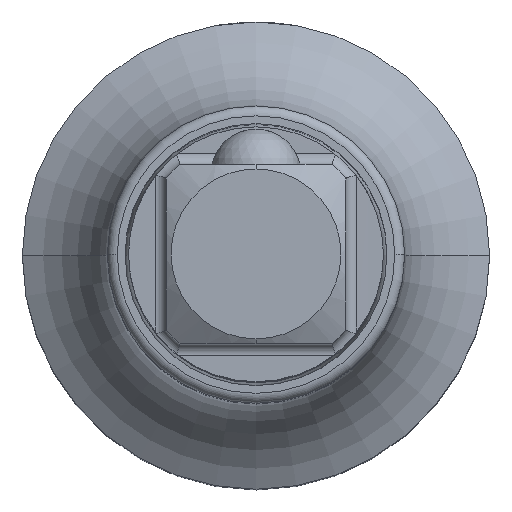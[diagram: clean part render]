
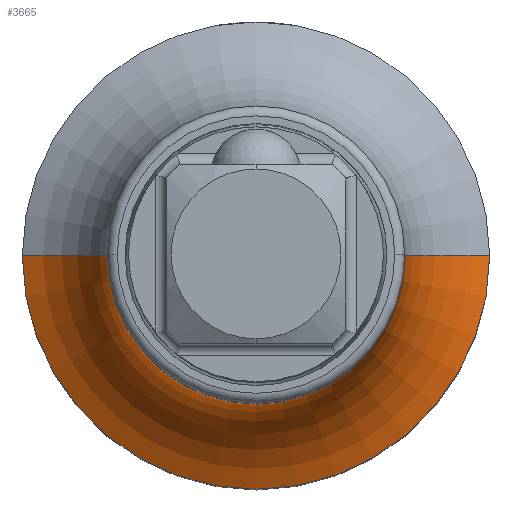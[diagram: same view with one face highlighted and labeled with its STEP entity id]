
A CAD part, top view. The second image highlights one B-rep face of the part: STEP entity #3665.
In plain terms, the highlighted toroidal (fillet/blend) face has major radius 20.5 mm and minor radius 10 mm.
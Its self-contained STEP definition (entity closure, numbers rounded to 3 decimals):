
#3231=CARTESIAN_POINT('',(0.,0.,30.7));
#3232=DIRECTION('',(0.,0.,1.));
#3233=DIRECTION('',(1.,0.,0.));
#3234=AXIS2_PLACEMENT_3D('',#3231,#3232,#3233);
#3239=CARTESIAN_POINT('',(20.5,0.,
39.865));
#3240=DIRECTION('',(0.,1.,0.));
#3241=DIRECTION('',(-0.4,0.,-0.917));
#3242=AXIS2_PLACEMENT_3D('',#3239,#3240,#3241);
#3247=CARTESIAN_POINT('',(-20.5,0.,
39.865));
#3248=DIRECTION('',(0.,-1.,0.));
#3249=DIRECTION('',(0.4,0.,-0.917));
#3250=AXIS2_PLACEMENT_3D('',#3247,#3248,#3249);
#3380=CARTESIAN_POINT('',(0.,0.,39.865));
#3381=DIRECTION('',(0.,0.,1.));
#3382=DIRECTION('',(1.,0.,0.));
#3383=AXIS2_PLACEMENT_3D('',#3380,#3381,#3382);
#3395=CARTESIAN_POINT('',(-16.5,0.,30.7));
#3396=CARTESIAN_POINT('',(16.5,0.,30.7));
#3397=VERTEX_POINT('',#3395);
#3398=VERTEX_POINT('',#3396);
#3399=CARTESIAN_POINT('',(-10.5,0.,39.865));
#3400=CARTESIAN_POINT('',(10.5,0.,39.865));
#3401=VERTEX_POINT('',#3399);
#3402=VERTEX_POINT('',#3400);
#3651=CARTESIAN_POINT('',(0.,0.,39.865));
#3652=DIRECTION('',(0.,0.,1.));
#3653=DIRECTION('',(1.,0.,0.));
#3654=AXIS2_PLACEMENT_3D('',#3651,#3652,#3653);
#3655=TOROIDAL_SURFACE('',#3654,20.5,10.);
#3656=ORIENTED_EDGE('',*,*,#3645,.F.);
#3658=ORIENTED_EDGE('',*,*,#3657,.T.);
#3660=ORIENTED_EDGE('',*,*,#3659,.T.);
#3662=ORIENTED_EDGE('',*,*,#3661,.F.);
#3663=EDGE_LOOP('',(#3656,#3658,#3660,#3662));
#3664=FACE_OUTER_BOUND('',#3663,.F.);
#3665=ADVANCED_FACE('',(#3664),#3655,.F.);
#3235=CIRCLE('',#3234,16.5);
#3243=CIRCLE('',#3242,10.);
#3251=CIRCLE('',#3250,10.);
#3384=CIRCLE('',#3383,10.5);
#3645=EDGE_CURVE('',#3398,#3397,#3235,.T.);
#3657=EDGE_CURVE('',#3398,#3402,#3243,.T.);
#3659=EDGE_CURVE('',#3402,#3401,#3384,.T.);
#3661=EDGE_CURVE('',#3397,#3401,#3251,.T.);
